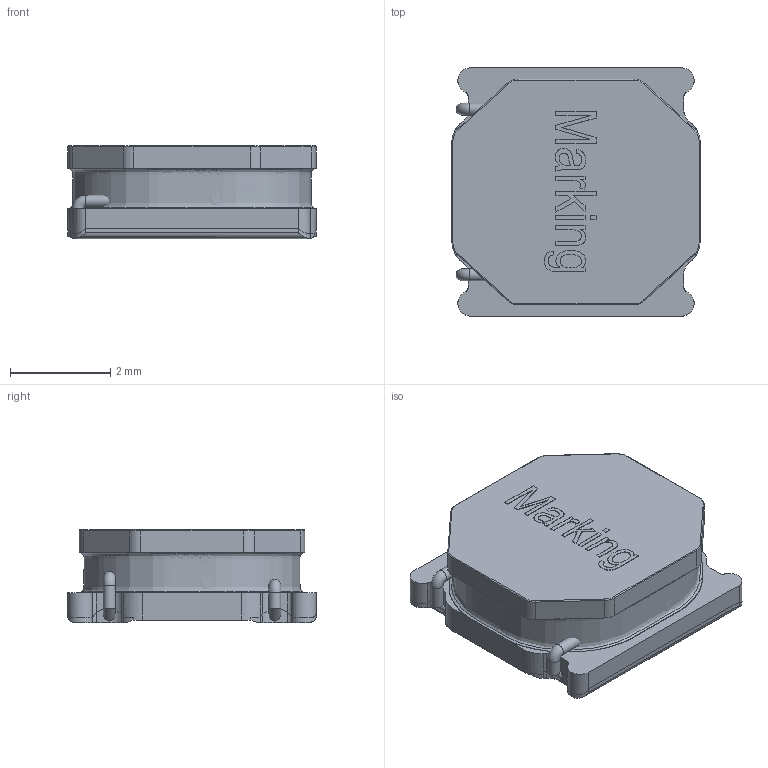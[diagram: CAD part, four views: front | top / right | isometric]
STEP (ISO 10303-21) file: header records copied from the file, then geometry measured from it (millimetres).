
FILE_DESCRIPTION(/* description */ (''),/* implementation_level */ '2;1');
FILE_NAME(/* name */ 'HPC5020.stp',/* time_stamp */ '2017-12-06T14:02:43+08:00',/* author */ (''),/* organization */ (''),/* preprocessor_version */ 'ST-DEVELOPER v16.7',/* originating_system */ 'SIEMENS PLM Software NX 12.0',/* authorisation */ '');
FILE_SCHEMA (('AUTOMOTIVE_DESIGN { 1 0 10303 214 3 1 1 1 }'));
Length unit declared in the file: millimetre
Products named in the file (1): HPC5020
Bounding box: 4.95 x 4.95 x 1.86 mm (x, y, z)
Volume: 39.2 mm3; surface area: 230.6 mm2
Topology: 20 solids, 20 shells, 296 faces, 716 edges, 455 vertices
Faces by surface type: plane 128, cylinder 71, torus 50, extrusion 45, bspline 2
Full cylindrical faces by diameter (mm): 0.24 x6, 2.2 x1
Entity records: 13638 total; most frequent: CARTESIAN_POINT 7146, ORIENTED_EDGE 1322, DIRECTION 1137, EDGE_CURVE 661, VERTEX_POINT 453, AXIS2_PLACEMENT_3D 419, EDGE_LOOP 350, VECTOR 299
